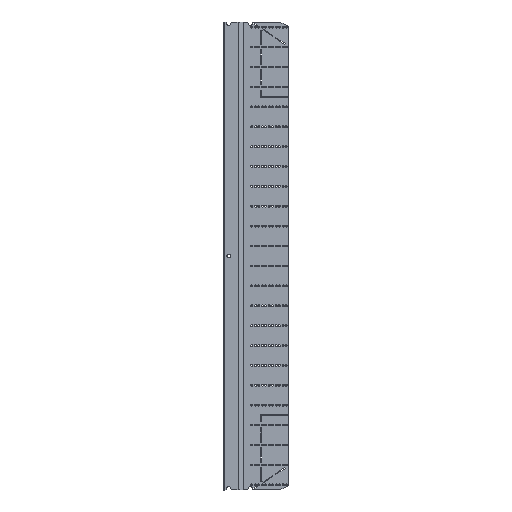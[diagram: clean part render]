
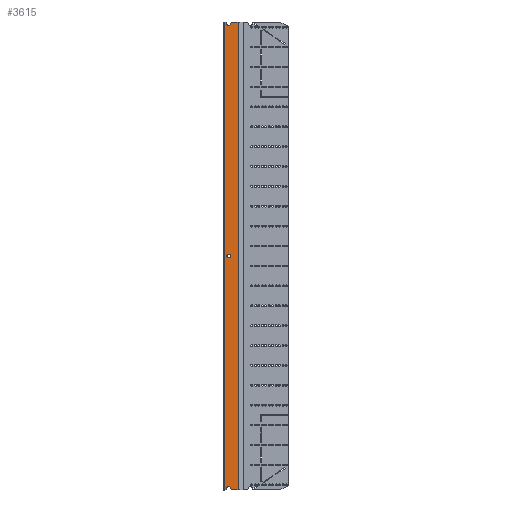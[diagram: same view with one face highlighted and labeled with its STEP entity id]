
A CAD part, top view. The second image highlights one B-rep face of the part: STEP entity #3615.
In plain terms, the highlighted planar face has unit normal (0, 0, 1).
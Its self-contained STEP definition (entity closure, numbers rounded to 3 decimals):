
#442 = CARTESIAN_POINT ( 'NONE',  ( 33.488, 1082., 25. ) ) ;
#464 = LINE ( 'NONE', #20075, #20584 ) ;
#575 = CARTESIAN_POINT ( 'NONE',  ( 7.176, 4.315, 25. ) ) ;
#935 = ORIENTED_EDGE ( 'NONE', *, *, #12581, .T. ) ;
#940 = CARTESIAN_POINT ( 'NONE',  ( 1.5, 0., 25. ) ) ;
#955 = CIRCLE ( 'NONE', #3786, 5. ) ;
#1188 = LINE ( 'NONE', #7255, #21860 ) ;
#1386 = EDGE_CURVE ( 'NONE', #5372, #13417, #24750, .T. ) ;
#1517 = VERTEX_POINT ( 'NONE', #9550 ) ;
#1673 = VERTEX_POINT ( 'NONE', #17891 ) ;
#1795 = CARTESIAN_POINT ( 'NONE',  ( 12., 541., 25. ) ) ;
#1895 = LINE ( 'NONE', #20998, #10564 ) ;
#2077 = EDGE_CURVE ( 'NONE', #14821, #23455, #955, .T. ) ;
#2167 = DIRECTION ( 'NONE',  ( 0., 0., -1. ) ) ;
#2207 = VERTEX_POINT ( 'NONE', #12033 ) ;
#2531 = ORIENTED_EDGE ( 'NONE', *, *, #1386, .T. ) ;
#2625 = DIRECTION ( 'NONE',  ( 0.263, -0.965, 0. ) ) ;
#2951 = ORIENTED_EDGE ( 'NONE', *, *, #24735, .F. ) ;
#3045 = CIRCLE ( 'NONE', #23267, 5. ) ;
#3292 = VECTOR ( 'NONE', #11988, 1000. ) ;
#3615 = ADVANCED_FACE ( 'NONE', ( #17318, #3642 ), #19213, .F. ) ;
#3642 = FACE_OUTER_BOUND ( 'NONE', #20711, .T. ) ;
#3786 = AXIS2_PLACEMENT_3D ( 'NONE', #9642, #16859, #14953 ) ;
#3884 = EDGE_CURVE ( 'NONE', #7560, #17006, #3045, .T. ) ;
#3955 = CARTESIAN_POINT ( 'NONE',  ( 16.824, 4.315, 25. ) ) ;
#3960 = CARTESIAN_POINT ( 'NONE',  ( 7.5, 541., 25. ) ) ;
#4269 = LINE ( 'NONE', #24927, #3292 ) ;
#5015 = CARTESIAN_POINT ( 'NONE',  ( 1.5, 1082., 25. ) ) ;
#5044 = AXIS2_PLACEMENT_3D ( 'NONE', #5541, #24762, #18700 ) ;
#5336 = ORIENTED_EDGE ( 'NONE', *, *, #23824, .T. ) ;
#5337 = VECTOR ( 'NONE', #15349, 1000. ) ;
#5372 = VERTEX_POINT ( 'NONE', #3960 ) ;
#5541 = CARTESIAN_POINT ( 'NONE',  ( 1.5, 1082., 25. ) ) ;
#5852 = ORIENTED_EDGE ( 'NONE', *, *, #10742, .T. ) ;
#5876 = CARTESIAN_POINT ( 'NONE',  ( 33.488, 1082., 25. ) ) ;
#6077 = EDGE_CURVE ( 'NONE', #13183, #15550, #13238, .T. ) ;
#6346 = DIRECTION ( 'NONE',  ( -1., 0., 0. ) ) ;
#6677 = CARTESIAN_POINT ( 'NONE',  ( 12., 541., 25. ) ) ;
#7095 = EDGE_CURVE ( 'NONE', #17006, #1517, #10349, .T. ) ;
#7210 = DIRECTION ( 'NONE',  ( 0.263, 0.965, 0. ) ) ;
#7255 = CARTESIAN_POINT ( 'NONE',  ( 1.5, 1082., 25. ) ) ;
#7379 = AXIS2_PLACEMENT_3D ( 'NONE', #6677, #20090, #14397 ) ;
#7560 = VERTEX_POINT ( 'NONE', #575 ) ;
#7751 = CARTESIAN_POINT ( 'NONE',  ( 6., 1082., 25. ) ) ;
#8214 = ORIENTED_EDGE ( 'NONE', *, *, #7095, .T. ) ;
#9158 = VERTEX_POINT ( 'NONE', #5876 ) ;
#9529 = LINE ( 'NONE', #24957, #5337 ) ;
#9550 = CARTESIAN_POINT ( 'NONE',  ( 18., 0., 25. ) ) ;
#9642 = CARTESIAN_POINT ( 'NONE',  ( 12., 1079., 25. ) ) ;
#9833 = CARTESIAN_POINT ( 'NONE',  ( 12., 3., 25. ) ) ;
#10349 = LINE ( 'NONE', #12236, #18919 ) ;
#10443 = LINE ( 'NONE', #442, #21947 ) ;
#10564 = VECTOR ( 'NONE', #7210, 1000. ) ;
#10602 = ORIENTED_EDGE ( 'NONE', *, *, #13233, .F. ) ;
#10742 = EDGE_CURVE ( 'NONE', #1673, #14821, #464, .T. ) ;
#11013 = VECTOR ( 'NONE', #22355, 1000. ) ;
#11983 = DIRECTION ( 'NONE',  ( -0.263, -0.965, 0. ) ) ;
#11988 = DIRECTION ( 'NONE',  ( 1., 0., 0. ) ) ;
#12033 = CARTESIAN_POINT ( 'NONE',  ( 1.5, 1082., 25. ) ) ;
#12058 = EDGE_CURVE ( 'NONE', #1673, #9158, #1188, .T. ) ;
#12236 = CARTESIAN_POINT ( 'NONE',  ( -257.62, 1011.385, 25. ) ) ;
#12406 = ORIENTED_EDGE ( 'NONE', *, *, #19091, .T. ) ;
#12569 = CIRCLE ( 'NONE', #19051, 4.5 ) ;
#12581 = EDGE_CURVE ( 'NONE', #1517, #18060, #4269, .T. ) ;
#12686 = CARTESIAN_POINT ( 'NONE',  ( 6., 0., 25. ) ) ;
#12861 = LINE ( 'NONE', #5015, #11013 ) ;
#12884 = EDGE_CURVE ( 'NONE', #2207, #13183, #12861, .T. ) ;
#13183 = VERTEX_POINT ( 'NONE', #940 ) ;
#13233 = EDGE_CURVE ( 'NONE', #9158, #18060, #10443, .T. ) ;
#13238 = LINE ( 'NONE', #17046, #23328 ) ;
#13417 = VERTEX_POINT ( 'NONE', #22446 ) ;
#13708 = ORIENTED_EDGE ( 'NONE', *, *, #6077, .T. ) ;
#13883 = DIRECTION ( 'NONE',  ( 0., 0., -1. ) ) ;
#14012 = DIRECTION ( 'NONE',  ( -1., 0., 0. ) ) ;
#14397 = DIRECTION ( 'NONE',  ( -1., 0., 0. ) ) ;
#14483 = DIRECTION ( 'NONE',  ( 0., -1., 0. ) ) ;
#14606 = DIRECTION ( 'NONE',  ( 1., 0., 0. ) ) ;
#14821 = VERTEX_POINT ( 'NONE', #21462 ) ;
#14879 = ORIENTED_EDGE ( 'NONE', *, *, #12058, .F. ) ;
#14953 = DIRECTION ( 'NONE',  ( -1., 0., 0. ) ) ;
#15014 = DIRECTION ( 'NONE',  ( 1., 0., 0. ) ) ;
#15349 = DIRECTION ( 'NONE',  ( 1., 0., 0. ) ) ;
#15550 = VERTEX_POINT ( 'NONE', #12686 ) ;
#16112 = EDGE_LOOP ( 'NONE', ( #2531, #17287 ) ) ;
#16727 = LINE ( 'NONE', #19010, #22013 ) ;
#16859 = DIRECTION ( 'NONE',  ( 0., 0., -1. ) ) ;
#16971 = VERTEX_POINT ( 'NONE', #7751 ) ;
#17006 = VERTEX_POINT ( 'NONE', #3955 ) ;
#17046 = CARTESIAN_POINT ( 'NONE',  ( 1.5, 0., 25. ) ) ;
#17241 = DIRECTION ( 'NONE',  ( -0.263, 0.965, 0. ) ) ;
#17287 = ORIENTED_EDGE ( 'NONE', *, *, #23456, .T. ) ;
#17318 = FACE_BOUND ( 'NONE', #16112, .T. ) ;
#17891 = CARTESIAN_POINT ( 'NONE',  ( 18., 1082., 25. ) ) ;
#18060 = VERTEX_POINT ( 'NONE', #22588 ) ;
#18700 = DIRECTION ( 'NONE',  ( -1., 0., 0. ) ) ;
#18919 = VECTOR ( 'NONE', #2625, 1000. ) ;
#19010 = CARTESIAN_POINT ( 'NONE',  ( 5.689, 1083.142, 25. ) ) ;
#19051 = AXIS2_PLACEMENT_3D ( 'NONE', #1795, #2167, #6346 ) ;
#19091 = EDGE_CURVE ( 'NONE', #23455, #16971, #16727, .T. ) ;
#19138 = CARTESIAN_POINT ( 'NONE',  ( 7.176, 1077.685, 25. ) ) ;
#19213 = PLANE ( 'NONE',  #5044 ) ;
#19384 = ORIENTED_EDGE ( 'NONE', *, *, #2077, .T. ) ;
#20075 = CARTESIAN_POINT ( 'NONE',  ( 16.859, 1077.814, 25. ) ) ;
#20090 = DIRECTION ( 'NONE',  ( 0., 0., -1. ) ) ;
#20584 = VECTOR ( 'NONE', #11983, 1000. ) ;
#20711 = EDGE_LOOP ( 'NONE', ( #20808, #8214, #935, #10602, #14879, #5852, #19384, #12406, #2951, #24592, #13708, #5336 ) ) ;
#20808 = ORIENTED_EDGE ( 'NONE', *, *, #3884, .T. ) ;
#20998 = CARTESIAN_POINT ( 'NONE',  ( 280.168, 1006.058, 25. ) ) ;
#21462 = CARTESIAN_POINT ( 'NONE',  ( 16.824, 1077.685, 25. ) ) ;
#21860 = VECTOR ( 'NONE', #14606, 1000. ) ;
#21947 = VECTOR ( 'NONE', #14483, 1000. ) ;
#22013 = VECTOR ( 'NONE', #17241, 1000. ) ;
#22355 = DIRECTION ( 'NONE',  ( 0., -1., 0. ) ) ;
#22446 = CARTESIAN_POINT ( 'NONE',  ( 16.5, 541., 25. ) ) ;
#22588 = CARTESIAN_POINT ( 'NONE',  ( 33.488, 0., 25. ) ) ;
#23267 = AXIS2_PLACEMENT_3D ( 'NONE', #9833, #13883, #14012 ) ;
#23328 = VECTOR ( 'NONE', #15014, 1000. ) ;
#23455 = VERTEX_POINT ( 'NONE', #19138 ) ;
#23456 = EDGE_CURVE ( 'NONE', #13417, #5372, #12569, .T. ) ;
#23824 = EDGE_CURVE ( 'NONE', #15550, #7560, #1895, .T. ) ;
#24592 = ORIENTED_EDGE ( 'NONE', *, *, #12884, .T. ) ;
#24735 = EDGE_CURVE ( 'NONE', #2207, #16971, #9529, .T. ) ;
#24750 = CIRCLE ( 'NONE', #7379, 4.5 ) ;
#24762 = DIRECTION ( 'NONE',  ( 0., 0., -1. ) ) ;
#24927 = CARTESIAN_POINT ( 'NONE',  ( 1.5, 0., 25. ) ) ;
#24957 = CARTESIAN_POINT ( 'NONE',  ( 1.5, 1082., 25. ) ) ;
